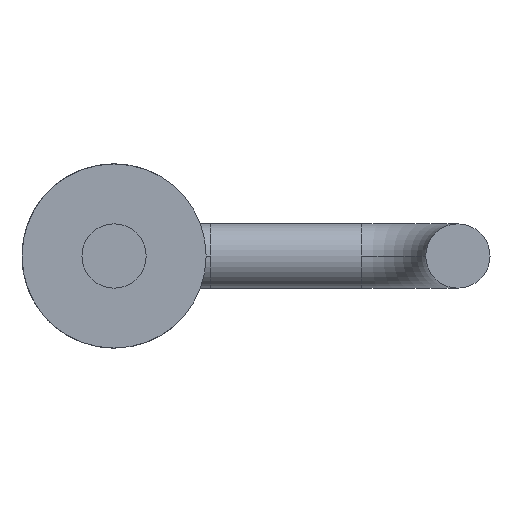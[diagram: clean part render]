
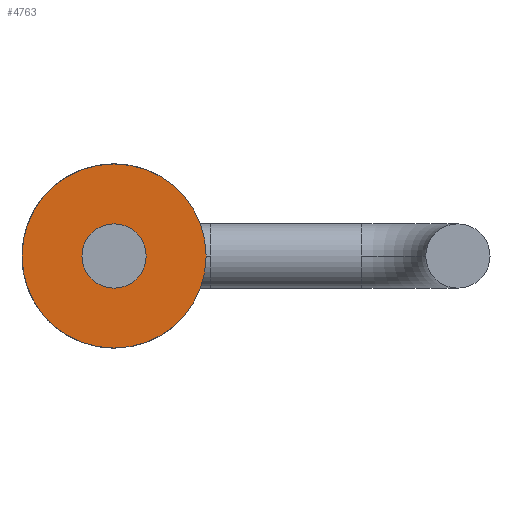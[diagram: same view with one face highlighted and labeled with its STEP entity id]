
A CAD part, front view. The second image highlights one B-rep face of the part: STEP entity #4763.
In plain terms, the highlighted planar face has unit normal (0, -1, 0).
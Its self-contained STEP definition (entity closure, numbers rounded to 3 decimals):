
#7 = ORIENTED_EDGE ( 'NONE', *, *, #4243, .F. ) ;
#24 = DIRECTION ( 'NONE',  ( 0., -1., 0. ) ) ;
#38 = DIRECTION ( 'NONE',  ( 0., 0., 1. ) ) ;
#147 = ORIENTED_EDGE ( 'NONE', *, *, #1082, .F. ) ;
#183 = ORIENTED_EDGE ( 'NONE', *, *, #684, .F. ) ;
#448 = CARTESIAN_POINT ( 'NONE',  ( 0., 1., 0. ) ) ;
#538 = FACE_OUTER_BOUND ( 'NONE', #2530, .T. ) ;
#548 = VERTEX_POINT ( 'NONE', #3379 ) ;
#580 = CARTESIAN_POINT ( 'NONE',  ( -0.356, 1., 0. ) ) ;
#654 = FACE_BOUND ( 'NONE', #1585, .T. ) ;
#684 = EDGE_CURVE ( 'NONE', #548, #3176, #2297, .T. ) ;
#830 = DIRECTION ( 'NONE',  ( 0., 1., 0. ) ) ;
#1012 = VERTEX_POINT ( 'NONE', #3129 ) ;
#1072 = CARTESIAN_POINT ( 'NONE',  ( 0., 1., 0. ) ) ;
#1074 = AXIS2_PLACEMENT_3D ( 'NONE', #1200, #830, #1961 ) ;
#1082 = EDGE_CURVE ( 'NONE', #1012, #4947, #1120, .T. ) ;
#1106 = AXIS2_PLACEMENT_3D ( 'NONE', #2285, #3840, #1993 ) ;
#1120 = CIRCLE ( 'NONE', #2019, 0.356 ) ;
#1200 = CARTESIAN_POINT ( 'NONE',  ( 0., 1., 0. ) ) ;
#1427 = PLANE ( 'NONE',  #2112 ) ;
#1562 = AXIS2_PLACEMENT_3D ( 'NONE', #448, #24, #1619 ) ;
#1585 = EDGE_LOOP ( 'NONE', ( #147, #2326 ) ) ;
#1619 = DIRECTION ( 'NONE',  ( 0., 0., 1. ) ) ;
#1775 = CARTESIAN_POINT ( 'NONE',  ( 0., 1., -1.02 ) ) ;
#1961 = DIRECTION ( 'NONE',  ( 0., 0., 1. ) ) ;
#1993 = DIRECTION ( 'NONE',  ( 0., 0., 1. ) ) ;
#2019 = AXIS2_PLACEMENT_3D ( 'NONE', #4263, #4413, #38 ) ;
#2112 = AXIS2_PLACEMENT_3D ( 'NONE', #1072, #2632, #4053 ) ;
#2285 = CARTESIAN_POINT ( 'NONE',  ( 0., 1., 0. ) ) ;
#2297 = CIRCLE ( 'NONE', #1074, 1.02 ) ;
#2326 = ORIENTED_EDGE ( 'NONE', *, *, #2722, .F. ) ;
#2530 = EDGE_LOOP ( 'NONE', ( #7, #183 ) ) ;
#2632 = DIRECTION ( 'NONE',  ( 0., 1., 0. ) ) ;
#2651 = CIRCLE ( 'NONE', #1106, 1.02 ) ;
#2722 = EDGE_CURVE ( 'NONE', #4947, #1012, #4879, .T. ) ;
#3129 = CARTESIAN_POINT ( 'NONE',  ( 0.356, 1., 0. ) ) ;
#3176 = VERTEX_POINT ( 'NONE', #1775 ) ;
#3379 = CARTESIAN_POINT ( 'NONE',  ( 0., 1., 1.02 ) ) ;
#3840 = DIRECTION ( 'NONE',  ( 0., 1., 0. ) ) ;
#4053 = DIRECTION ( 'NONE',  ( 0., 0., 1. ) ) ;
#4243 = EDGE_CURVE ( 'NONE', #3176, #548, #2651, .T. ) ;
#4263 = CARTESIAN_POINT ( 'NONE',  ( 0., 1., 0. ) ) ;
#4413 = DIRECTION ( 'NONE',  ( 0., -1., 0. ) ) ;
#4763 = ADVANCED_FACE ( 'NONE', ( #654, #538 ), #1427, .F. ) ;
#4879 = CIRCLE ( 'NONE', #1562, 0.356 ) ;
#4947 = VERTEX_POINT ( 'NONE', #580 ) ;
